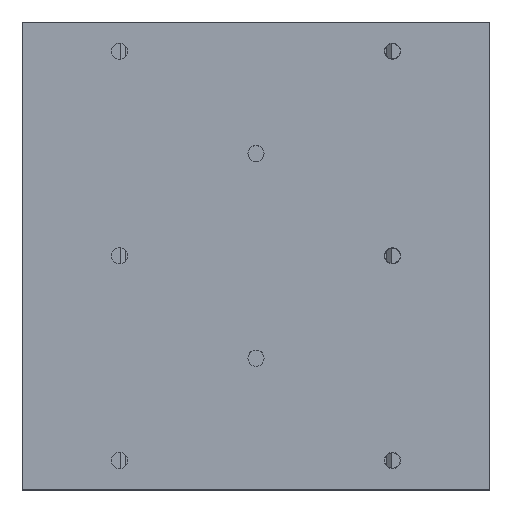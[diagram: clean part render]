
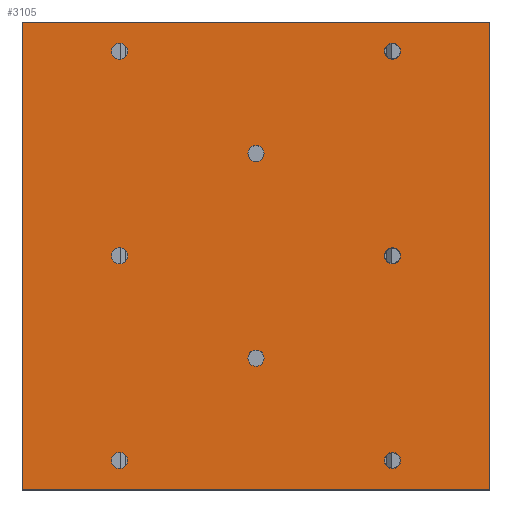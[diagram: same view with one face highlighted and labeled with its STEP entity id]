
A CAD part, top view. The second image highlights one B-rep face of the part: STEP entity #3105.
In plain terms, the highlighted planar face has unit normal (0, 0, 1).
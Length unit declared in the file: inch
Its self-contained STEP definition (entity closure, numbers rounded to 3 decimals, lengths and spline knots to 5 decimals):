
#1818=CARTESIAN_POINT('',(-1.6465,-2.625,0.66));
#1819=VERTEX_POINT('',#1818);
#1835=CARTESIAN_POINT('',(-1.8535,-2.625,0.66));
#1836=VERTEX_POINT('',#1835);
#1843=CARTESIAN_POINT('',(-1.75,-2.625,0.66));
#1844=DIRECTION('',(0.0,0.0,-1.0));
#1845=DIRECTION('',(1.0,0.0,0.0));
#1846=AXIS2_PLACEMENT_3D('',#1843,#1844,#1845);
#1847=CIRCLE('',#1846,0.1035);
#1848=EDGE_CURVE('',#1819,#1836,#1847,.T.);
#1881=CARTESIAN_POINT('',(1.8535,2.625,0.66));
#1882=VERTEX_POINT('',#1881);
#1915=CARTESIAN_POINT('',(1.6465,2.625,0.66));
#1916=VERTEX_POINT('',#1915);
#1923=CARTESIAN_POINT('',(1.75,2.625,0.66));
#1924=DIRECTION('',(0.0,0.0,-1.0));
#1925=DIRECTION('',(1.0,0.0,0.0));
#1926=AXIS2_PLACEMENT_3D('',#1923,#1924,#1925);
#1927=CIRCLE('',#1926,0.1035);
#1928=EDGE_CURVE('',#1882,#1916,#1927,.T.);
#1961=CARTESIAN_POINT('',(1.8535,-2.625,0.66));
#1962=VERTEX_POINT('',#1961);
#1995=CARTESIAN_POINT('',(1.6465,-2.625,0.66));
#1996=VERTEX_POINT('',#1995);
#2003=CARTESIAN_POINT('',(1.75,-2.625,0.66));
#2004=DIRECTION('',(0.0,0.0,-1.0));
#2005=DIRECTION('',(1.0,0.0,0.0));
#2006=AXIS2_PLACEMENT_3D('',#2003,#2004,#2005);
#2007=CIRCLE('',#2006,0.1035);
#2008=EDGE_CURVE('',#1962,#1996,#2007,.T.);
#2041=CARTESIAN_POINT('',(-1.6465,0.0,0.66));
#2042=VERTEX_POINT('',#2041);
#2058=CARTESIAN_POINT('',(-1.8535,0.,0.66));
#2059=VERTEX_POINT('',#2058);
#2066=CARTESIAN_POINT('',(-1.75,0.0,0.66));
#2067=DIRECTION('',(0.0,0.0,-1.0));
#2068=DIRECTION('',(1.0,0.0,0.0));
#2069=AXIS2_PLACEMENT_3D('',#2066,#2067,#2068);
#2070=CIRCLE('',#2069,0.1035);
#2071=EDGE_CURVE('',#2042,#2059,#2070,.T.);
#2104=CARTESIAN_POINT('',(1.8535,0.0,0.66));
#2105=VERTEX_POINT('',#2104);
#2138=CARTESIAN_POINT('',(1.6465,0.,0.66));
#2139=VERTEX_POINT('',#2138);
#2146=CARTESIAN_POINT('',(1.75,0.0,0.66));
#2147=DIRECTION('',(0.0,0.0,-1.0));
#2148=DIRECTION('',(1.0,0.0,0.0));
#2149=AXIS2_PLACEMENT_3D('',#2146,#2147,#2148);
#2150=CIRCLE('',#2149,0.1035);
#2151=EDGE_CURVE('',#2105,#2139,#2150,.T.);
#2184=CARTESIAN_POINT('',(-1.6465,2.625,0.66));
#2185=VERTEX_POINT('',#2184);
#2201=CARTESIAN_POINT('',(-1.8535,2.625,0.66));
#2202=VERTEX_POINT('',#2201);
#2209=CARTESIAN_POINT('',(-1.75,2.625,0.66));
#2210=DIRECTION('',(0.0,0.0,-1.0));
#2211=DIRECTION('',(1.0,0.0,0.0));
#2212=AXIS2_PLACEMENT_3D('',#2209,#2210,#2211);
#2213=CIRCLE('',#2212,0.1035);
#2214=EDGE_CURVE('',#2185,#2202,#2213,.T.);
#2247=CARTESIAN_POINT('',(0.1035,-1.3125,0.66));
#2248=VERTEX_POINT('',#2247);
#2264=CARTESIAN_POINT('',(-0.1035,-1.3125,0.66));
#2265=VERTEX_POINT('',#2264);
#2272=CARTESIAN_POINT('',(0.,-1.3125,0.66));
#2273=DIRECTION('',(0.0,0.0,-1.0));
#2274=DIRECTION('',(1.0,0.0,0.0));
#2275=AXIS2_PLACEMENT_3D('',#2272,#2273,#2274);
#2276=CIRCLE('',#2275,0.1035);
#2277=EDGE_CURVE('',#2248,#2265,#2276,.T.);
#2310=CARTESIAN_POINT('',(0.1035,1.3125,0.66));
#2311=VERTEX_POINT('',#2310);
#2327=CARTESIAN_POINT('',(-0.1035,1.3125,0.66));
#2328=VERTEX_POINT('',#2327);
#2335=CARTESIAN_POINT('',(0.,1.3125,0.66));
#2336=DIRECTION('',(0.0,0.0,-1.0));
#2337=DIRECTION('',(1.0,0.0,0.0));
#2338=AXIS2_PLACEMENT_3D('',#2335,#2336,#2337);
#2339=CIRCLE('',#2338,0.1035);
#2340=EDGE_CURVE('',#2311,#2328,#2339,.T.);
#2372=CARTESIAN_POINT('',(0.,1.3125,0.66));
#2373=DIRECTION('',(0.0,0.0,-1.0));
#2374=DIRECTION('',(1.0,0.0,0.0));
#2375=AXIS2_PLACEMENT_3D('',#2372,#2373,#2374);
#2376=CIRCLE('',#2375,0.1035);
#2377=EDGE_CURVE('',#2328,#2311,#2376,.T.);
#2417=CARTESIAN_POINT('',(0.,-1.3125,0.66));
#2418=DIRECTION('',(0.0,0.0,-1.0));
#2419=DIRECTION('',(1.0,0.0,0.0));
#2420=AXIS2_PLACEMENT_3D('',#2417,#2418,#2419);
#2421=CIRCLE('',#2420,0.1035);
#2422=EDGE_CURVE('',#2265,#2248,#2421,.T.);
#2462=CARTESIAN_POINT('',(-1.75,2.625,0.66));
#2463=DIRECTION('',(0.0,0.0,-1.0));
#2464=DIRECTION('',(1.0,0.0,0.0));
#2465=AXIS2_PLACEMENT_3D('',#2462,#2463,#2464);
#2466=CIRCLE('',#2465,0.1035);
#2467=EDGE_CURVE('',#2202,#2185,#2466,.T.);
#2507=CARTESIAN_POINT('',(1.75,0.0,0.66));
#2508=DIRECTION('',(0.0,0.0,-1.0));
#2509=DIRECTION('',(1.0,0.0,0.0));
#2510=AXIS2_PLACEMENT_3D('',#2507,#2508,#2509);
#2511=CIRCLE('',#2510,0.1035);
#2512=EDGE_CURVE('',#2139,#2105,#2511,.T.);
#2569=CARTESIAN_POINT('',(-1.75,0.0,0.66));
#2570=DIRECTION('',(0.0,0.0,-1.0));
#2571=DIRECTION('',(1.0,0.0,0.0));
#2572=AXIS2_PLACEMENT_3D('',#2569,#2570,#2571);
#2573=CIRCLE('',#2572,0.1035);
#2574=EDGE_CURVE('',#2059,#2042,#2573,.T.);
#2614=CARTESIAN_POINT('',(1.75,-2.625,0.66));
#2615=DIRECTION('',(0.0,0.0,-1.0));
#2616=DIRECTION('',(1.0,0.0,0.0));
#2617=AXIS2_PLACEMENT_3D('',#2614,#2615,#2616);
#2618=CIRCLE('',#2617,0.1035);
#2619=EDGE_CURVE('',#1996,#1962,#2618,.T.);
#2676=CARTESIAN_POINT('',(1.75,2.625,0.66));
#2677=DIRECTION('',(0.0,0.0,-1.0));
#2678=DIRECTION('',(1.0,0.0,0.0));
#2679=AXIS2_PLACEMENT_3D('',#2676,#2677,#2678);
#2680=CIRCLE('',#2679,0.1035);
#2681=EDGE_CURVE('',#1916,#1882,#2680,.T.);
#2867=CARTESIAN_POINT('',(-1.75,-2.625,0.66));
#2868=DIRECTION('',(0.0,0.0,-1.0));
#2869=DIRECTION('',(1.0,0.0,0.0));
#2870=AXIS2_PLACEMENT_3D('',#2867,#2868,#2869);
#2871=CIRCLE('',#2870,0.1035);
#2872=EDGE_CURVE('',#1836,#1819,#2871,.T.);
#3017=CARTESIAN_POINT('',(3.,3.,0.66));
#3018=VERTEX_POINT('',#3017);
#3025=CARTESIAN_POINT('',(3.,-3.0,0.66));
#3026=VERTEX_POINT('',#3025);
#3027=CARTESIAN_POINT('',(3.,-3.0,0.66));
#3028=DIRECTION('',(0.0,1.0,0.0));
#3029=VECTOR('',#3028,6.);
#3030=LINE('',#3027,#3029);
#3031=EDGE_CURVE('',#3026,#3018,#3030,.T.);
#3043=CARTESIAN_POINT('',(3.,-3.0,0.66));
#3044=DIRECTION('',(0.0,0.0,1.0));
#3045=DIRECTION('',(1.0,0.0,0.0));
#3046=AXIS2_PLACEMENT_3D('',#3043,#3044,#3045);
#3047=PLANE('',#3046);
#3048=CARTESIAN_POINT('',(-3.,3.,0.66));
#3049=VERTEX_POINT('',#3048);
#3050=CARTESIAN_POINT('',(3.,3.,0.66));
#3051=DIRECTION('',(-1.0,0.0,0.0));
#3052=VECTOR('',#3051,6.);
#3053=LINE('',#3050,#3052);
#3054=EDGE_CURVE('',#3018,#3049,#3053,.T.);
#3055=ORIENTED_EDGE('',*,*,#3054,.T.);
#3056=CARTESIAN_POINT('',(-3.,-3.0,0.66));
#3057=VERTEX_POINT('',#3056);
#3058=CARTESIAN_POINT('',(-3.,-3.0,0.66));
#3059=DIRECTION('',(0.0,1.0,0.0));
#3060=VECTOR('',#3059,6.);
#3061=LINE('',#3058,#3060);
#3062=EDGE_CURVE('',#3057,#3049,#3061,.T.);
#3063=ORIENTED_EDGE('',*,*,#3062,.F.);
#3064=CARTESIAN_POINT('',(-3.,-3.0,0.66));
#3065=DIRECTION('',(1.0,0.0,0.0));
#3066=VECTOR('',#3065,6.);
#3067=LINE('',#3064,#3066);
#3068=EDGE_CURVE('',#3057,#3026,#3067,.T.);
#3069=ORIENTED_EDGE('',*,*,#3068,.T.);
#3070=ORIENTED_EDGE('',*,*,#3031,.T.);
#3071=EDGE_LOOP('',(#3055,#3063,#3069,#3070));
#3072=FACE_OUTER_BOUND('',#3071,.T.);
#3073=ORIENTED_EDGE('',*,*,#2340,.T.);
#3074=ORIENTED_EDGE('',*,*,#2377,.T.);
#3075=EDGE_LOOP('',(#3073,#3074));
#3076=FACE_BOUND('',#3075,.T.);
#3077=ORIENTED_EDGE('',*,*,#2277,.T.);
#3078=ORIENTED_EDGE('',*,*,#2422,.T.);
#3079=EDGE_LOOP('',(#3077,#3078));
#3080=FACE_BOUND('',#3079,.T.);
#3081=ORIENTED_EDGE('',*,*,#2214,.T.);
#3082=ORIENTED_EDGE('',*,*,#2467,.T.);
#3083=EDGE_LOOP('',(#3081,#3082));
#3084=FACE_BOUND('',#3083,.T.);
#3085=ORIENTED_EDGE('',*,*,#2151,.T.);
#3086=ORIENTED_EDGE('',*,*,#2512,.T.);
#3087=EDGE_LOOP('',(#3085,#3086));
#3088=FACE_BOUND('',#3087,.T.);
#3089=ORIENTED_EDGE('',*,*,#2071,.T.);
#3090=ORIENTED_EDGE('',*,*,#2574,.T.);
#3091=EDGE_LOOP('',(#3089,#3090));
#3092=FACE_BOUND('',#3091,.T.);
#3093=ORIENTED_EDGE('',*,*,#2008,.T.);
#3094=ORIENTED_EDGE('',*,*,#2619,.T.);
#3095=EDGE_LOOP('',(#3093,#3094));
#3096=FACE_BOUND('',#3095,.T.);
#3097=ORIENTED_EDGE('',*,*,#1928,.T.);
#3098=ORIENTED_EDGE('',*,*,#2681,.T.);
#3099=EDGE_LOOP('',(#3097,#3098));
#3100=FACE_BOUND('',#3099,.T.);
#3101=ORIENTED_EDGE('',*,*,#1848,.T.);
#3102=ORIENTED_EDGE('',*,*,#2872,.T.);
#3103=EDGE_LOOP('',(#3101,#3102));
#3104=FACE_BOUND('',#3103,.T.);
#3105=ADVANCED_FACE('',(#3072,#3076,#3080,#3084,#3088,#3092,#3096,#3100,#3104),#3047,.T.);
